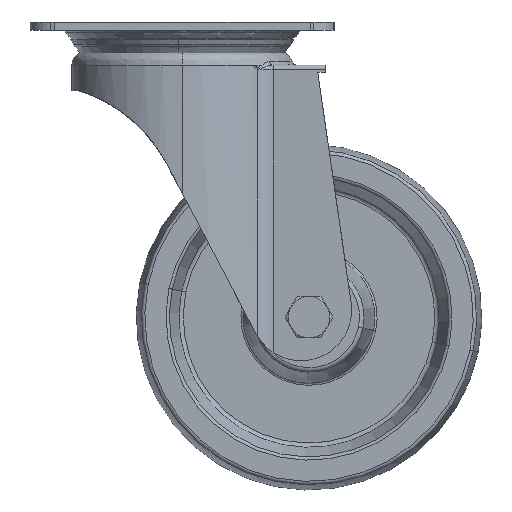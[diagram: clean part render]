
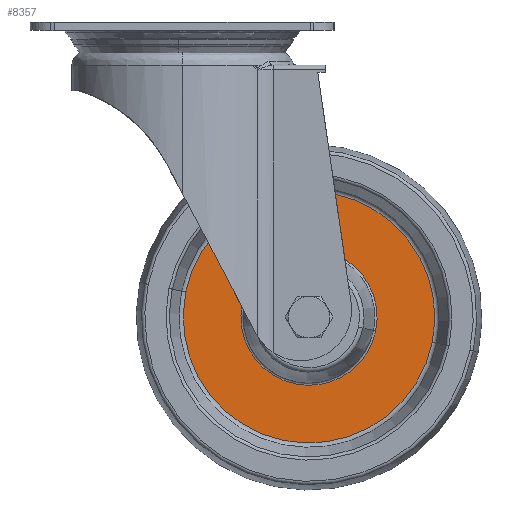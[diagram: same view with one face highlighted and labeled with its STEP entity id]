
A CAD part, top view. The second image highlights one B-rep face of the part: STEP entity #8357.
In plain terms, the highlighted planar face has unit normal (0, 0, 1).
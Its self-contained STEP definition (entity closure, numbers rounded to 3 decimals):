
#426 = CARTESIAN_POINT ( 'NONE',  ( 83.947, -133.961, 7. ) ) ;
#913 = PLANE ( 'NONE',  #11298 ) ;
#981 = ORIENTED_EDGE ( 'NONE', *, *, #12813, .T. ) ;
#1104 = DIRECTION ( 'NONE',  ( 0.98, -0.2, 0. ) ) ;
#1161 = CARTESIAN_POINT ( 'NONE',  ( 62.017, -93.748, 7. ) ) ;
#1186 = EDGE_LOOP ( 'NONE', ( #4334, #7804 ) ) ;
#1279 = VERTEX_POINT ( 'NONE', #9100 ) ;
#1861 = DIRECTION ( 'NONE',  ( 0.98, -0.2, 0. ) ) ;
#1914 = FACE_OUTER_BOUND ( 'NONE', #2354, .T. ) ;
#2100 = DIRECTION ( 'NONE',  ( 0., 0., 1. ) ) ;
#2354 = EDGE_LOOP ( 'NONE', ( #9130, #981 ) ) ;
#2727 = CIRCLE ( 'NONE', #10225, 54.591 ) ;
#2840 = CARTESIAN_POINT ( 'NONE',  ( 108.482, -138.981, 7. ) ) ;
#3612 = EDGE_CURVE ( 'NONE', #10934, #12475, #12013, .T. ) ;
#3970 = CARTESIAN_POINT ( 'NONE',  ( 55., -128.037, 7. ) ) ;
#4172 = DIRECTION ( 'NONE',  ( 0.98, -0.2, 0. ) ) ;
#4334 = ORIENTED_EDGE ( 'NONE', *, *, #6311, .T. ) ;
#4629 = DIRECTION ( 'NONE',  ( 0., 0., -1. ) ) ;
#4916 = FACE_BOUND ( 'NONE', #1186, .T. ) ;
#5131 = DIRECTION ( 'NONE',  ( 0.98, -0.2, 0. ) ) ;
#6311 = EDGE_CURVE ( 'NONE', #12921, #1279, #12988, .T. ) ;
#6607 = EDGE_CURVE ( 'NONE', #1279, #12921, #7831, .T. ) ;
#7579 = DIRECTION ( 'NONE',  ( 0.98, -0.2, 0. ) ) ;
#7804 = ORIENTED_EDGE ( 'NONE', *, *, #6607, .T. ) ;
#7831 = CIRCLE ( 'NONE', #13214, 29.547 ) ;
#7920 = AXIS2_PLACEMENT_3D ( 'NONE', #8280, #8088, #5131 ) ;
#8088 = DIRECTION ( 'NONE',  ( 0., 0., 1. ) ) ;
#8280 = CARTESIAN_POINT ( 'NONE',  ( 55., -128.037, 7. ) ) ;
#8357 = ADVANCED_FACE ( 'NONE', ( #4916, #1914 ), #913, .T. ) ;
#8425 = CARTESIAN_POINT ( 'NONE',  ( 55., -128.037, 7. ) ) ;
#9100 = CARTESIAN_POINT ( 'NONE',  ( 26.052, -122.114, 7. ) ) ;
#9114 = DIRECTION ( 'NONE',  ( 0., 0., 1. ) ) ;
#9130 = ORIENTED_EDGE ( 'NONE', *, *, #3612, .T. ) ;
#10225 = AXIS2_PLACEMENT_3D ( 'NONE', #3970, #9114, #1104 ) ;
#10934 = VERTEX_POINT ( 'NONE', #2840 ) ;
#11048 = AXIS2_PLACEMENT_3D ( 'NONE', #13130, #4629, #7579 ) ;
#11298 = AXIS2_PLACEMENT_3D ( 'NONE', #1161, #2100, #4172 ) ;
#12013 = CIRCLE ( 'NONE', #7920, 54.591 ) ;
#12184 = CARTESIAN_POINT ( 'NONE',  ( 1.517, -117.093, 7. ) ) ;
#12475 = VERTEX_POINT ( 'NONE', #12184 ) ;
#12533 = DIRECTION ( 'NONE',  ( 0., 0., -1. ) ) ;
#12813 = EDGE_CURVE ( 'NONE', #12475, #10934, #2727, .T. ) ;
#12921 = VERTEX_POINT ( 'NONE', #426 ) ;
#12988 = CIRCLE ( 'NONE', #11048, 29.547 ) ;
#13130 = CARTESIAN_POINT ( 'NONE',  ( 55., -128.037, 7. ) ) ;
#13214 = AXIS2_PLACEMENT_3D ( 'NONE', #8425, #12533, #1861 ) ;
